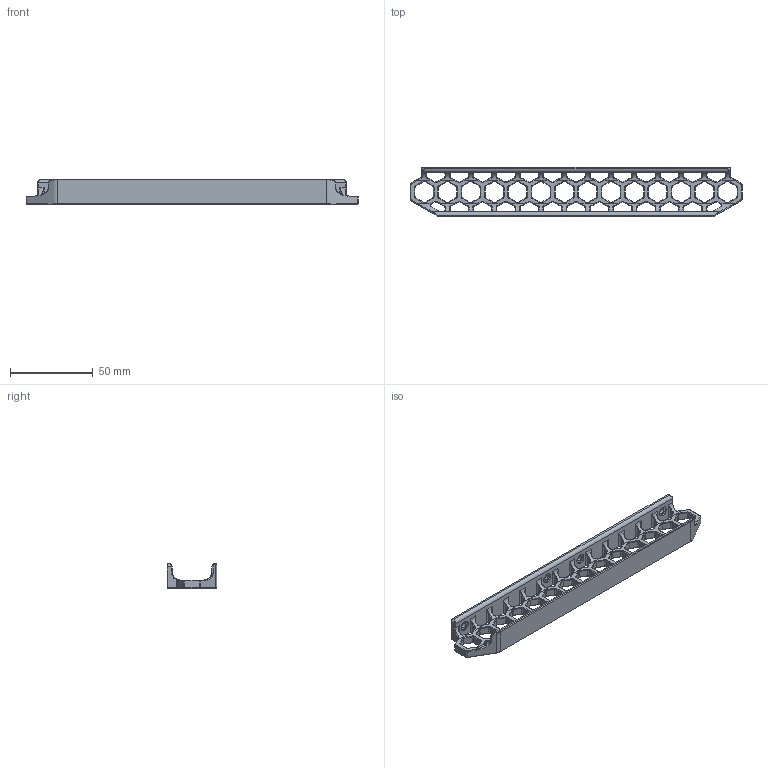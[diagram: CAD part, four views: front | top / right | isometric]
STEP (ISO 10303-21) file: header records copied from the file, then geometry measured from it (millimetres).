
FILE_DESCRIPTION(/* description */ (''),/* implementation_level */ '2;1');
FILE_NAME(/* name */ 'V0_skirts_onepart.step',/* time_stamp */ '2020-06-02T21:36:36+02:00',/* author */ (''),/* organization */ (''),/* preprocessor_version */ 'ST-DEVELOPER v18.1',/* originating_system */ 'Autodesk Translation Framework v9.3.0.1241',/* authorisation */ '');
FILE_SCHEMA (('AUTOMOTIVE_DESIGN { 1 0 10303 214 3 1 1 }'));
Products named in the file (1): (Nicht gespeichert)
Bounding box: 200 x 30 x 15 mm (x, y, z)
Volume: 25254.8 mm3; surface area: 20849.2 mm2
Topology: 1 solids, 1 shells, 1416 faces, 3414 edges, 1928 vertices
Faces by surface type: plane 580, cone 388, cylinder 262, bspline 186
Full cylindrical faces by diameter (mm): 3.4 x4, 6 x4
Entity records: 60826 total; most frequent: CARTESIAN_POINT 28907, ORIENTED_EDGE 6728, DIRECTION 6402, EDGE_CURVE 3364, LINE 2184, VECTOR 2184, AXIS2_PLACEMENT_3D 2109, VERTEX_POINT 1928
